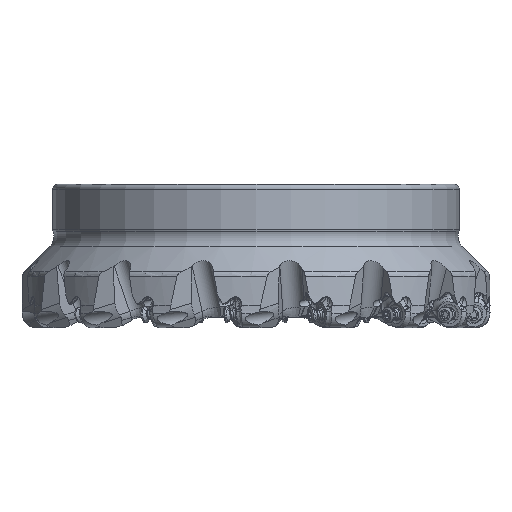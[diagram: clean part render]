
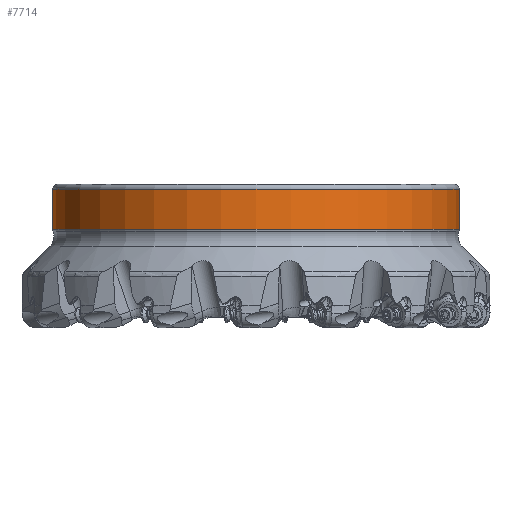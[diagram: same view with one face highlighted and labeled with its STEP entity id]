
A CAD part, front view. The second image highlights one B-rep face of the part: STEP entity #7714.
In plain terms, the highlighted cylindrical face has radius 87.5 mm (diameter 175 mm), a partial arc.
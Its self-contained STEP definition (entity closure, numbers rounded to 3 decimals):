
#1433=LINE('',#140357,#2745);
#1434=LINE('',#140361,#2746);
#2745=VECTOR('',#44254,1.);
#2746=VECTOR('',#44257,1.);
#3783=CYLINDRICAL_SURFACE('',#37858,87.5);
#5737=FACE_OUTER_BOUND('',#10251,.T.);
#7714=ADVANCED_FACE('',(#5737),#3783,.T.);
#10251=EDGE_LOOP('',(#21115,#21116,#21117,#21118));
#21115=ORIENTED_EDGE('',*,*,#32154,.F.);
#21116=ORIENTED_EDGE('',*,*,#32155,.F.);
#21117=ORIENTED_EDGE('',*,*,#32156,.F.);
#21118=ORIENTED_EDGE('',*,*,#32153,.F.);
#27224=VERTEX_POINT('',#140352);
#27225=VERTEX_POINT('',#140354);
#27226=VERTEX_POINT('',#140358);
#27227=VERTEX_POINT('',#140360);
#32153=EDGE_CURVE('',#27225,#27224,#34438,.T.);
#32154=EDGE_CURVE('',#27226,#27225,#1433,.T.);
#32155=EDGE_CURVE('',#27227,#27226,#34439,.T.);
#32156=EDGE_CURVE('',#27224,#27227,#1434,.T.);
#34438=CIRCLE('',#37855,87.5);
#34439=CIRCLE('',#37857,87.5);
#37855=AXIS2_PLACEMENT_3D('',#140355,#44250,#44251);
#37857=AXIS2_PLACEMENT_3D('',#140359,#44255,#44256);
#37858=AXIS2_PLACEMENT_3D('',#140362,#44258,#44259);
#44250=DIRECTION('',(0.,0.,-1.));
#44251=DIRECTION('',(1.,0.,0.));
#44254=DIRECTION('',(0.,0.,-1.));
#44255=DIRECTION('',(0.,0.,1.));
#44256=DIRECTION('',(-1.,0.,0.));
#44257=DIRECTION('',(0.,0.,1.));
#44258=DIRECTION('',(0.,0.,-1.));
#44259=DIRECTION('',(-1.,0.,0.));
#140352=CARTESIAN_POINT('',(-87.5,0.,-19.44));
#140354=CARTESIAN_POINT('',(87.5,0.,-19.44));
#140355=CARTESIAN_POINT('',(0.,0.,-19.44));
#140357=CARTESIAN_POINT('',(87.5,0.,-2.));
#140358=CARTESIAN_POINT('',(87.5,0.,-2.));
#140359=CARTESIAN_POINT('',(0.,0.,-2.));
#140360=CARTESIAN_POINT('',(-87.5,0.,-2.));
#140361=CARTESIAN_POINT('',(-87.5,0.,-19.44));
#140362=CARTESIAN_POINT('',(0.,0.,-1.651));
